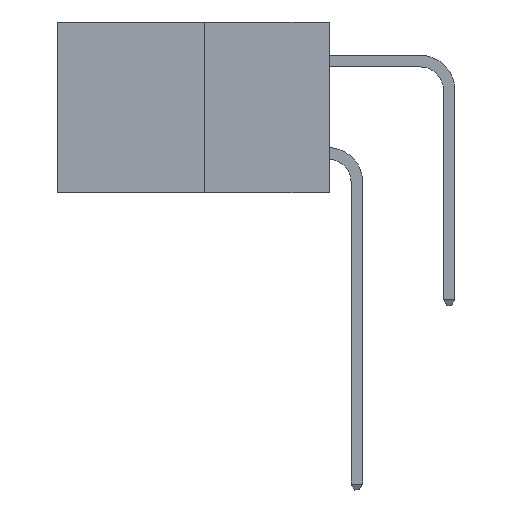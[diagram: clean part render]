
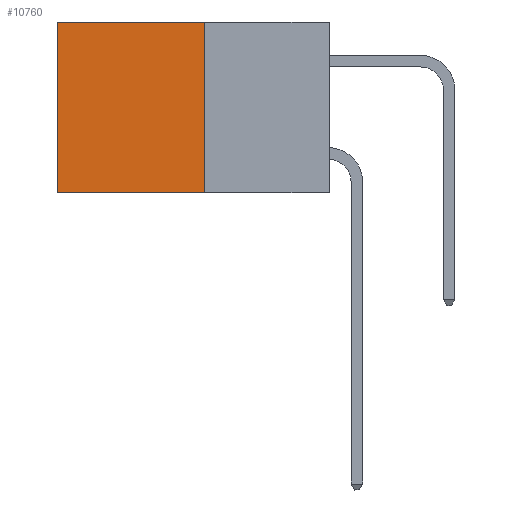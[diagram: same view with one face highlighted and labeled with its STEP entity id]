
A CAD part, left-side view. The second image highlights one B-rep face of the part: STEP entity #10760.
In plain terms, the highlighted planar face has unit normal (-1, 0, 0).
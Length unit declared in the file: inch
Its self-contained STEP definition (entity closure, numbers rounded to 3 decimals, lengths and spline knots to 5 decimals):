
#446 = EDGE_CURVE ( 'NONE', #11143, #11122, #5880, .T. ) ;
#618 = VECTOR ( 'NONE', #5179, 39.37008 ) ;
#633 = EDGE_CURVE ( 'NONE', #5924, #11143, #1320, .T. ) ;
#979 = VECTOR ( 'NONE', #12749, 39.37008 ) ;
#1276 = VERTEX_POINT ( 'NONE', #11837 ) ;
#1320 = LINE ( 'NONE', #7757, #979 ) ;
#1325 = CARTESIAN_POINT ( 'NONE',  ( 0.277, 0.59, -0.37 ) ) ;
#1616 = CARTESIAN_POINT ( 'NONE',  ( 0.277, 0.59, -0.37 ) ) ;
#1670 = CARTESIAN_POINT ( 'NONE',  ( 0.277, 0.27, 0. ) ) ;
#1815 = CARTESIAN_POINT ( 'NONE',  ( 0.277, 0.27, -0.37 ) ) ;
#2610 = LINE ( 'NONE', #9910, #10491 ) ;
#4598 = DIRECTION ( 'NONE',  ( 0., 0., -1. ) ) ;
#4604 = ORIENTED_EDGE ( 'NONE', *, *, #446, .T. ) ;
#5078 = DIRECTION ( 'NONE',  ( 1., 0., 0. ) ) ;
#5179 = DIRECTION ( 'NONE',  ( 0., 1., 0. ) ) ;
#5408 = EDGE_CURVE ( 'NONE', #1276, #11122, #6031, .T. ) ;
#5880 = LINE ( 'NONE', #1616, #11601 ) ;
#5924 = VERTEX_POINT ( 'NONE', #1670 ) ;
#6031 = LINE ( 'NONE', #10512, #618 ) ;
#6093 = FACE_OUTER_BOUND ( 'NONE', #9643, .T. ) ;
#7757 = CARTESIAN_POINT ( 'NONE',  ( 0.277, 0.27, 0. ) ) ;
#7998 = EDGE_CURVE ( 'NONE', #5924, #1276, #2610, .T. ) ;
#8629 = ORIENTED_EDGE ( 'NONE', *, *, #633, .T. ) ;
#9406 = AXIS2_PLACEMENT_3D ( 'NONE', #1815, #5078, #12563 ) ;
#9643 = EDGE_LOOP ( 'NONE', ( #4604, #10894, #12040, #8629 ) ) ;
#9910 = CARTESIAN_POINT ( 'NONE',  ( 0.277, 0.27, -0.37 ) ) ;
#10360 = PLANE ( 'NONE',  #9406 ) ;
#10491 = VECTOR ( 'NONE', #4598, 39.37008 ) ;
#10512 = CARTESIAN_POINT ( 'NONE',  ( 0.277, 0.27, -0.37 ) ) ;
#10760 = ADVANCED_FACE ( 'NONE', ( #6093 ), #10360, .F. ) ;
#10894 = ORIENTED_EDGE ( 'NONE', *, *, #5408, .F. ) ;
#11122 = VERTEX_POINT ( 'NONE', #1325 ) ;
#11143 = VERTEX_POINT ( 'NONE', #12080 ) ;
#11601 = VECTOR ( 'NONE', #13258, 39.37008 ) ;
#11837 = CARTESIAN_POINT ( 'NONE',  ( 0.277, 0.27, -0.37 ) ) ;
#12040 = ORIENTED_EDGE ( 'NONE', *, *, #7998, .F. ) ;
#12080 = CARTESIAN_POINT ( 'NONE',  ( 0.277, 0.59, 0. ) ) ;
#12563 = DIRECTION ( 'NONE',  ( 0., 0., -1. ) ) ;
#12749 = DIRECTION ( 'NONE',  ( 0., 1., 0. ) ) ;
#13258 = DIRECTION ( 'NONE',  ( 0., 0., -1. ) ) ;
